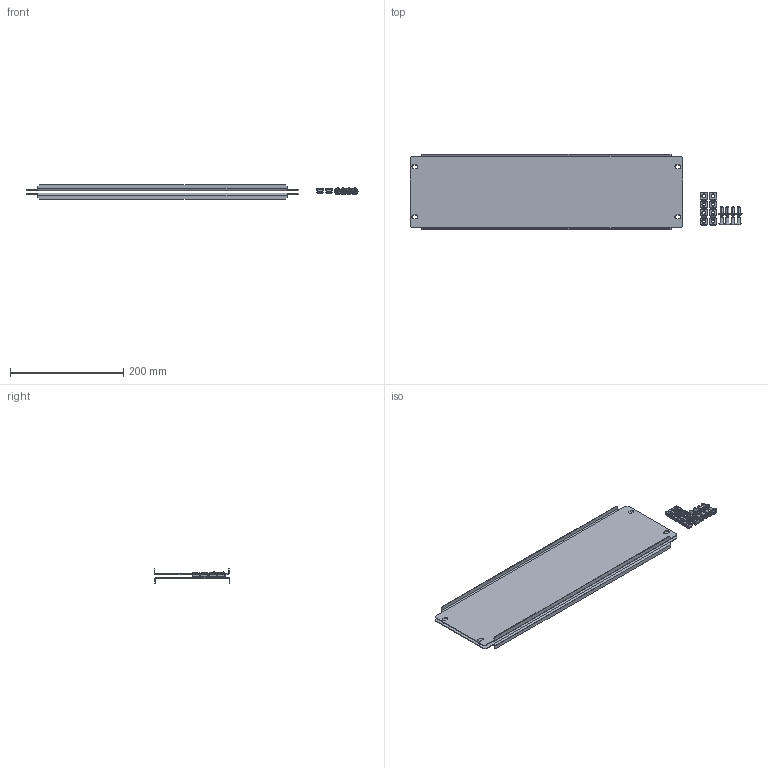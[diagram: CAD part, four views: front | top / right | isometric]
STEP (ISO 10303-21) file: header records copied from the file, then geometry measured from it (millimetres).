
FILE_DESCRIPTION (( 'STEP AP203' ), '1' );
FILE_NAME ('U0822134810 Êîìïëåêò ôàëüø-ïàíåëåé ãëóõèõ äëÿ 19-äþéìîâîãî îáîðóäîâàíèÿ LC2_RS52 3U (2øò) (000.140.017-02).STEP', '2022-04-21T06:03:30', ( '' ), ( '' ), 'SwSTEP 2.0', 'SolidWorks 2017', '' );
FILE_SCHEMA (( 'CONFIG_CONTROL_DESIGN' ));
Length unit declared in the file: millimetre
Products named in the file (6): Ãàéêà êâàäðàòíàÿ_Œ5; Ãàéêà êëåòåâàÿ_M5-4B; 011-189 Ôàëüø-ïàíåëü_02; Êëåòêà ãàéêè_M6-4€; U0822134810 Êîìïëåêò ôàëüø-ïàíåëåé ãëóõèõ äëÿ 19-äþéìîâîãî îáîðóäîâàíèÿ LC2_RS52 3U (2øò) (000.140.017-02); Âèíò ISO 7380-2 TX_Œ5å12
Assembly tree (20 placements, depth 3):
  U0822134810 Êîìïëåêò ôàëüø-ïàíåëåé ãëóõèõ äëÿ 19-äþéìîâîãî îáîðóäîâàíèÿ LC2_RS52 3U (2øò) (000.140.017-02)
    011-189 Ôàëüø-ïàíåëü_02  x2
    Ãàéêà êëåòåâàÿ_M5-4B  x8
      Êëåòêà ãàéêè_M6-4€
      Ãàéêà êâàäðàòíàÿ_Œ5
    Âèíò ISO 7380-2 TX_Œ5å12  x8
Bounding box: 587.25 x 133.7 x 24.8 mm (x, y, z)
Volume: 177106.8 mm3; surface area: 297980.2 mm2
Topology: 26 solids, 26 shells, 1236 faces, 3040 edges, 1864 vertices
Faces by surface type: plane 748, cylinder 360, bspline 80, torus 32, cone 16
Entity records: 7676 total; most frequent: CARTESIAN_POINT 2071, ORIENTED_EDGE 966, DIRECTION 915, EDGE_CURVE 483, AXIS2_PLACEMENT_3D 306, VECTOR 303, LINE 303, VERTEX_POINT 299
